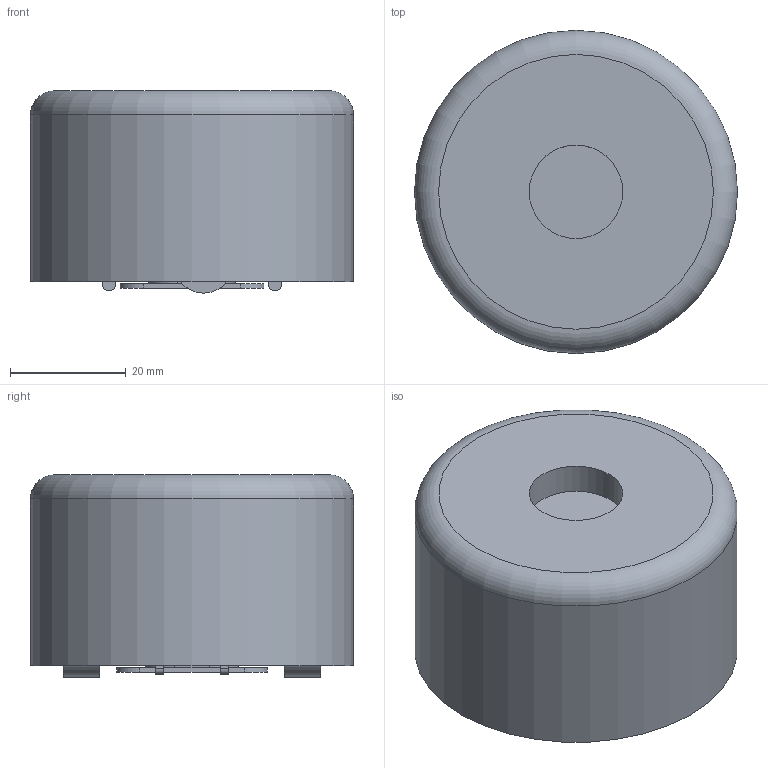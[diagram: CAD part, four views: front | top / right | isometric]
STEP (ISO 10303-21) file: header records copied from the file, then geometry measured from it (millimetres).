
FILE_DESCRIPTION(/* description */ (''),/* implementation_level */ '2;1');
FILE_NAME(/* name */ 'Main.stp',/* time_stamp */ '2016-09-07T13:59:27-04:00',/* author */ ('Thomas Gurriet'),/* organization */ ('Georgia Tech'),/* preprocessor_version */ 'ST-DEVELOPER v16.5',/* originating_system */ 'Autodesk Inventor 2017',/* authorisation */ '');
FILE_SCHEMA (('AUTOMOTIVE_DESIGN { 1 0 10303 214 3 1 1 }'));
Length unit declared in the file: millimetre
Products named in the file (1): Shell
Bounding box: 55.88 x 55.88 x 35 mm (x, y, z)
Volume: 21854.2 mm3; surface area: 29707.6 mm2
Topology: 6 solids, 15 shells, 719 faces, 1772 edges, 1119 vertices
Faces by surface type: plane 565, cylinder 118, torus 20, sphere 16
Full cylindrical faces by diameter (mm): 0.8 x8, 1.5 x4, 2 x2, 5 x4, 6 x2, 10 x2, 16.175 x1, 19.175 x1, 53.88 x1, 55.88 x1
Entity records: 21322 total; most frequent: CARTESIAN_POINT 3667, ORIENTED_EDGE 3472, DIRECTION 3439, EDGE_CURVE 1736, LINE 1449, VECTOR 1449, VERTEX_POINT 1115, AXIS2_PLACEMENT_3D 995
